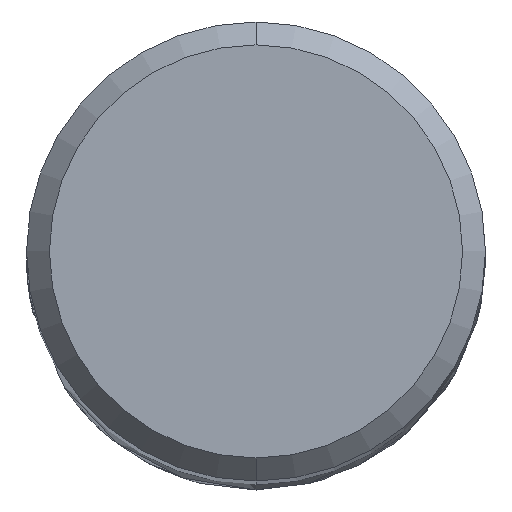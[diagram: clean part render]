
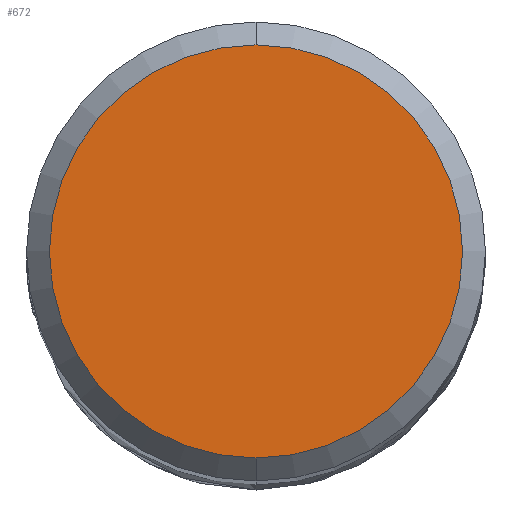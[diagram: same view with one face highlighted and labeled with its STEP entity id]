
A CAD part, top view. The second image highlights one B-rep face of the part: STEP entity #672.
In plain terms, the highlighted planar face has unit normal (0, 0, 1).
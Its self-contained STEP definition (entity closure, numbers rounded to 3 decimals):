
#494=EDGE_CURVE('',#974,#544,#1220,.T.);
#544=VERTEX_POINT('',#1274);
#672=ADVANCED_FACE('',(#1420),#1421,.T.);
#802=EDGE_CURVE('',#544,#974,#1565,.T.);
#974=VERTEX_POINT('',#1754);
#1220=CIRCLE('',#2529,3.6);
#1274=CARTESIAN_POINT('',(0.,-3.6,0.0));
#1420=FACE_OUTER_BOUND('',#4503,.T.);
#1421=PLANE('',#4504);
#1565=CIRCLE('',#6214,3.6);
#1754=CARTESIAN_POINT('',(0.0,3.6,0.0));
#2529=AXIS2_PLACEMENT_3D('',#7856,#7857,#7858);
#4503=EDGE_LOOP('',(#8149,#8150));
#4504=AXIS2_PLACEMENT_3D('',#8151,#8152,#8153);
#6214=AXIS2_PLACEMENT_3D('',#8313,#8314,#8315);
#7856=CARTESIAN_POINT('',(0.0,0.0,0.0));
#7857=DIRECTION('',(0.0,0.0,-1.0));
#7858=DIRECTION('',(0.0,1.0,0.0));
#8149=ORIENTED_EDGE('',*,*,#494,.F.);
#8150=ORIENTED_EDGE('',*,*,#802,.F.);
#8151=CARTESIAN_POINT('',(0.0,1.8,0.0));
#8152=DIRECTION('',(-0.0,0.0,1.0));
#8153=DIRECTION('',(0.0,-1.0,0.0));
#8313=CARTESIAN_POINT('',(0.0,0.0,0.0));
#8314=DIRECTION('',(0.0,0.0,-1.0));
#8315=DIRECTION('',(0.0,1.0,0.0));
